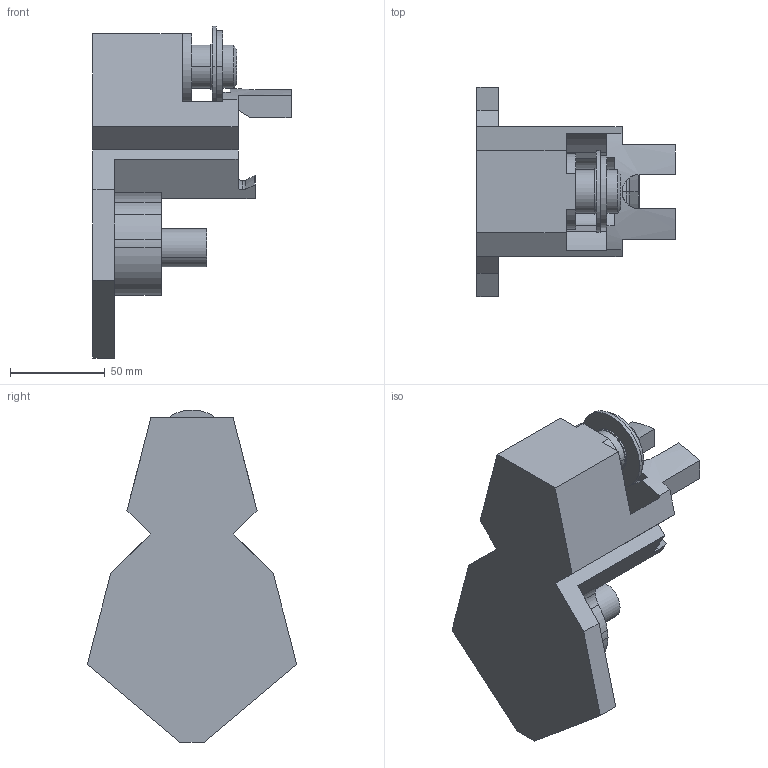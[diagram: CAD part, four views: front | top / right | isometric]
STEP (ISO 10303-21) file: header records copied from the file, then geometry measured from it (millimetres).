
FILE_DESCRIPTION(/* description */ (''),/* implementation_level */ '2;1');
FILE_NAME(/* name */ '10011196836nxv000_00_214.stp',/* time_stamp */ '2022-09-26T10:34:45+02:00',/* author */ (''),/* organization */ (''),/* preprocessor_version */ 'ST-DEVELOPER v16.7',/* originating_system */ 'SIEMENS PLM Software NX 12.0',/* authorisation */ '');
FILE_SCHEMA (('AUTOMOTIVE_DESIGN { 1 0 10303 214 3 1 1 1 }'));
Length unit declared in the file: millimetre
Products named in the file (1): 10011196836nxv000_00
Bounding box: 104.5 x 110.45 x 175 mm (x, y, z)
Volume: 436118.1 mm3; surface area: 63418.6 mm2
Topology: 1 solids, 1 shells, 96 faces, 258 edges, 172 vertices
Faces by surface type: cylinder 46, plane 40, cone 6, torus 4
Full cylindrical faces by diameter (mm): 22.8 x1
Entity records: 3801 total; most frequent: CARTESIAN_POINT 570, DIRECTION 562, ORIENTED_EDGE 520, EDGE_CURVE 260, AXIS2_PLACEMENT_3D 213, VERTEX_POINT 175, LINE 136, VECTOR 136
